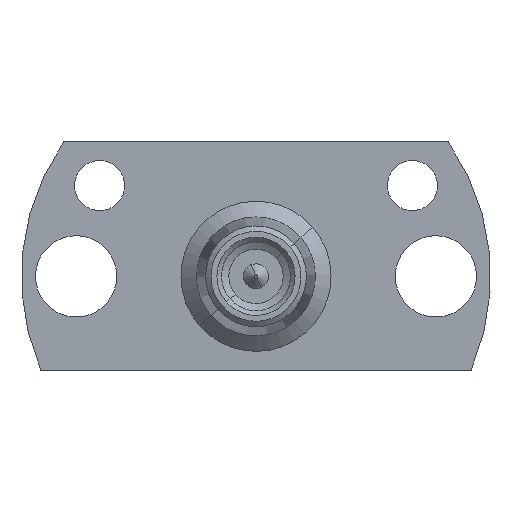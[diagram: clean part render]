
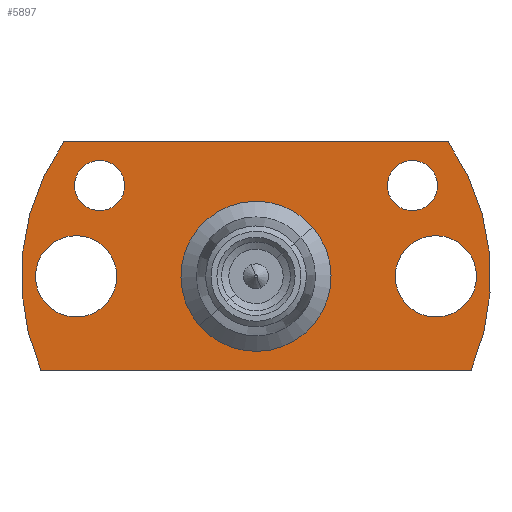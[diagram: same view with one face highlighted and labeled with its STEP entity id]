
A CAD part, left-side view. The second image highlights one B-rep face of the part: STEP entity #5897.
In plain terms, the highlighted planar face has unit normal (-1, 0, 0).
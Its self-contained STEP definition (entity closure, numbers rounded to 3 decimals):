
#237 = VERTEX_POINT ( 'NONE', #7013 ) ;
#490 = VERTEX_POINT ( 'NONE', #2130 ) ;
#588 = CARTESIAN_POINT ( 'NONE',  ( 14.538, -5.75, 1.3 ) ) ;
#699 = CARTESIAN_POINT ( 'NONE',  ( 14.538, 5., 2.9 ) ) ;
#735 = AXIS2_PLACEMENT_3D ( 'NONE', #11981, #9809, #6362 ) ;
#831 = ORIENTED_EDGE ( 'NONE', *, *, #11378, .T. ) ;
#863 = CARTESIAN_POINT ( 'NONE',  ( 14.538, 13.571, 4.3 ) ) ;
#936 = ORIENTED_EDGE ( 'NONE', *, *, #4092, .F. ) ;
#1022 = DIRECTION ( 'NONE',  ( 0., 0., -1. ) ) ;
#1047 = CARTESIAN_POINT ( 'NONE',  ( 14.538, 6.874, -3. ) ) ;
#1075 = CIRCLE ( 'NONE', #3879, 2.1 ) ;
#1158 = CARTESIAN_POINT ( 'NONE',  ( 14.538, -5.75, 0. ) ) ;
#1193 = DIRECTION ( 'NONE',  ( 0., 0., -1. ) ) ;
#1261 = EDGE_LOOP ( 'NONE', ( #13798, #10140, #9244, #831 ) ) ;
#1306 = VERTEX_POINT ( 'NONE', #6433 ) ;
#1509 = CIRCLE ( 'NONE', #5219, 0.8 ) ;
#1744 = EDGE_CURVE ( 'NONE', #5315, #3886, #3859, .T. ) ;
#1852 = EDGE_LOOP ( 'NONE', ( #4751, #9370 ) ) ;
#1913 = FACE_BOUND ( 'NONE', #9776, .T. ) ;
#1932 = AXIS2_PLACEMENT_3D ( 'NONE', #4640, #9108, #13546 ) ;
#1993 = VERTEX_POINT ( 'NONE', #4633 ) ;
#1997 = VECTOR ( 'NONE', #8127, 1000. ) ;
#2012 = DIRECTION ( 'NONE',  ( -1., 0., 0. ) ) ;
#2084 = CARTESIAN_POINT ( 'NONE',  ( 14.538, 5.75, -1.3 ) ) ;
#2130 = CARTESIAN_POINT ( 'NONE',  ( 14.538, 6.145, 4.3 ) ) ;
#2203 = AXIS2_PLACEMENT_3D ( 'NONE', #10889, #3005, #11024 ) ;
#2230 = VERTEX_POINT ( 'NONE', #1047 ) ;
#2235 = VERTEX_POINT ( 'NONE', #13023 ) ;
#2240 = EDGE_CURVE ( 'NONE', #3886, #5315, #7780, .T. ) ;
#2832 = AXIS2_PLACEMENT_3D ( 'NONE', #8577, #5344, #9804 ) ;
#2839 = AXIS2_PLACEMENT_3D ( 'NONE', #699, #2012, #10891 ) ;
#2840 = AXIS2_PLACEMENT_3D ( 'NONE', #6486, #11005, #8989 ) ;
#3005 = DIRECTION ( 'NONE',  ( -1., 0., 0. ) ) ;
#3031 = DIRECTION ( 'NONE',  ( 0., 1., 0. ) ) ;
#3287 = CARTESIAN_POINT ( 'NONE',  ( 14.538, -5.75, -1.3 ) ) ;
#3603 = CARTESIAN_POINT ( 'NONE',  ( 14.538, 13.571, -3. ) ) ;
#3754 = ORIENTED_EDGE ( 'NONE', *, *, #2240, .F. ) ;
#3859 = CIRCLE ( 'NONE', #6176, 1.3 ) ;
#3879 = AXIS2_PLACEMENT_3D ( 'NONE', #10857, #7642, #9991 ) ;
#3886 = VERTEX_POINT ( 'NONE', #3287 ) ;
#4092 = EDGE_CURVE ( 'NONE', #10509, #2235, #1075, .T. ) ;
#4182 = CARTESIAN_POINT ( 'NONE',  ( 14.538, 0., 2.1 ) ) ;
#4633 = CARTESIAN_POINT ( 'NONE',  ( 14.538, 5.75, 1.3 ) ) ;
#4640 = CARTESIAN_POINT ( 'NONE',  ( 14.538, 0., 0. ) ) ;
#4700 = LINE ( 'NONE', #3603, #1997 ) ;
#4717 = DIRECTION ( 'NONE',  ( 0., 0., -1. ) ) ;
#4751 = ORIENTED_EDGE ( 'NONE', *, *, #10426, .F. ) ;
#4950 = CIRCLE ( 'NONE', #1932, 7.5 ) ;
#5219 = AXIS2_PLACEMENT_3D ( 'NONE', #6901, #13488, #4717 ) ;
#5315 = VERTEX_POINT ( 'NONE', #588 ) ;
#5316 = ORIENTED_EDGE ( 'NONE', *, *, #7125, .F. ) ;
#5344 = DIRECTION ( 'NONE',  ( -1., 0., 0. ) ) ;
#5897 = ADVANCED_FACE ( 'NONE', ( #1913, #6333, #9586, #9717, #14017, #10593 ), #8483, .F. ) ;
#6117 = VERTEX_POINT ( 'NONE', #9506 ) ;
#6176 = AXIS2_PLACEMENT_3D ( 'NONE', #1158, #13504, #6633 ) ;
#6217 = DIRECTION ( 'NONE',  ( -1., 0., 0. ) ) ;
#6329 = AXIS2_PLACEMENT_3D ( 'NONE', #9928, #6699, #1022 ) ;
#6333 = FACE_BOUND ( 'NONE', #12776, .T. ) ;
#6362 = DIRECTION ( 'NONE',  ( 0., 0., -1. ) ) ;
#6423 = EDGE_CURVE ( 'NONE', #1306, #11871, #10281, .T. ) ;
#6433 = CARTESIAN_POINT ( 'NONE',  ( 14.538, -5., 2.1 ) ) ;
#6486 = CARTESIAN_POINT ( 'NONE',  ( 14.538, 0., 0. ) ) ;
#6490 = EDGE_CURVE ( 'NONE', #13612, #237, #9129, .T. ) ;
#6592 = CARTESIAN_POINT ( 'NONE',  ( 14.538, 5.75, 0. ) ) ;
#6633 = DIRECTION ( 'NONE',  ( 0., 0., -1. ) ) ;
#6699 = DIRECTION ( 'NONE',  ( 1., 0., 0. ) ) ;
#6730 = DIRECTION ( 'NONE',  ( -1., 0., 0. ) ) ;
#6901 = CARTESIAN_POINT ( 'NONE',  ( 14.538, 5., 2.9 ) ) ;
#7013 = CARTESIAN_POINT ( 'NONE',  ( 14.538, -6.145, 4.3 ) ) ;
#7125 = EDGE_CURVE ( 'NONE', #2235, #10509, #12629, .T. ) ;
#7395 = CARTESIAN_POINT ( 'NONE',  ( 14.538, 5.75, 0. ) ) ;
#7642 = DIRECTION ( 'NONE',  ( -1., 0., 0. ) ) ;
#7780 = CIRCLE ( 'NONE', #2203, 1.3 ) ;
#8037 = EDGE_LOOP ( 'NONE', ( #936, #5316 ) ) ;
#8127 = DIRECTION ( 'NONE',  ( 0., -1., 0. ) ) ;
#8255 = AXIS2_PLACEMENT_3D ( 'NONE', #6592, #6730, #1193 ) ;
#8483 = PLANE ( 'NONE',  #6329 ) ;
#8577 = CARTESIAN_POINT ( 'NONE',  ( 14.538, 0., 0. ) ) ;
#8642 = EDGE_LOOP ( 'NONE', ( #9262, #9135 ) ) ;
#8656 = DIRECTION ( 'NONE',  ( -1., 0., 0. ) ) ;
#8848 = CARTESIAN_POINT ( 'NONE',  ( 14.538, -5., 3.7 ) ) ;
#8921 = ORIENTED_EDGE ( 'NONE', *, *, #10488, .F. ) ;
#8989 = DIRECTION ( 'NONE',  ( 0., 0., 1. ) ) ;
#9108 = DIRECTION ( 'NONE',  ( -1., 0., 0. ) ) ;
#9129 = CIRCLE ( 'NONE', #2832, 7.5 ) ;
#9135 = ORIENTED_EDGE ( 'NONE', *, *, #12423, .F. ) ;
#9244 = ORIENTED_EDGE ( 'NONE', *, *, #12949, .T. ) ;
#9262 = ORIENTED_EDGE ( 'NONE', *, *, #13420, .F. ) ;
#9370 = ORIENTED_EDGE ( 'NONE', *, *, #13015, .F. ) ;
#9506 = CARTESIAN_POINT ( 'NONE',  ( 14.538, 5., 2.1 ) ) ;
#9546 = DIRECTION ( 'NONE',  ( 0., 0., -1. ) ) ;
#9586 = FACE_BOUND ( 'NONE', #1852, .T. ) ;
#9717 = FACE_BOUND ( 'NONE', #8642, .T. ) ;
#9776 = EDGE_LOOP ( 'NONE', ( #8921, #12918 ) ) ;
#9804 = DIRECTION ( 'NONE',  ( 0., 0., 1. ) ) ;
#9809 = DIRECTION ( 'NONE',  ( -1., 0., 0. ) ) ;
#9831 = CIRCLE ( 'NONE', #735, 0.8 ) ;
#9928 = CARTESIAN_POINT ( 'NONE',  ( 14.538, 2.1, 0. ) ) ;
#9991 = DIRECTION ( 'NONE',  ( 0., 0., 1. ) ) ;
#10140 = ORIENTED_EDGE ( 'NONE', *, *, #6490, .T. ) ;
#10281 = CIRCLE ( 'NONE', #14015, 0.8 ) ;
#10426 = EDGE_CURVE ( 'NONE', #13369, #6117, #13323, .T. ) ;
#10488 = EDGE_CURVE ( 'NONE', #11871, #1306, #9831, .T. ) ;
#10509 = VERTEX_POINT ( 'NONE', #4182 ) ;
#10593 = FACE_BOUND ( 'NONE', #8037, .T. ) ;
#10802 = VECTOR ( 'NONE', #3031, 1000. ) ;
#10823 = CARTESIAN_POINT ( 'NONE',  ( 14.538, 5., 3.7 ) ) ;
#10857 = CARTESIAN_POINT ( 'NONE',  ( 14.538, 0., 0. ) ) ;
#10886 = CARTESIAN_POINT ( 'NONE',  ( 14.538, -5., 2.9 ) ) ;
#10889 = CARTESIAN_POINT ( 'NONE',  ( 14.538, -5.75, 0. ) ) ;
#10891 = DIRECTION ( 'NONE',  ( 0., 0., -1. ) ) ;
#11005 = DIRECTION ( 'NONE',  ( -1., 0., 0. ) ) ;
#11024 = DIRECTION ( 'NONE',  ( 0., 0., -1. ) ) ;
#11267 = CIRCLE ( 'NONE', #12695, 1.3 ) ;
#11378 = EDGE_CURVE ( 'NONE', #490, #2230, #4950, .T. ) ;
#11871 = VERTEX_POINT ( 'NONE', #8848 ) ;
#11981 = CARTESIAN_POINT ( 'NONE',  ( 14.538, -5., 2.9 ) ) ;
#12423 = EDGE_CURVE ( 'NONE', #13258, #1993, #12941, .T. ) ;
#12629 = CIRCLE ( 'NONE', #2840, 2.1 ) ;
#12695 = AXIS2_PLACEMENT_3D ( 'NONE', #7395, #8656, #13102 ) ;
#12776 = EDGE_LOOP ( 'NONE', ( #13438, #3754 ) ) ;
#12918 = ORIENTED_EDGE ( 'NONE', *, *, #6423, .F. ) ;
#12941 = CIRCLE ( 'NONE', #8255, 1.3 ) ;
#12949 = EDGE_CURVE ( 'NONE', #237, #490, #13048, .T. ) ;
#13015 = EDGE_CURVE ( 'NONE', #6117, #13369, #1509, .T. ) ;
#13023 = CARTESIAN_POINT ( 'NONE',  ( 14.538, 0., -2.1 ) ) ;
#13048 = LINE ( 'NONE', #863, #10802 ) ;
#13102 = DIRECTION ( 'NONE',  ( 0., 0., -1. ) ) ;
#13258 = VERTEX_POINT ( 'NONE', #2084 ) ;
#13323 = CIRCLE ( 'NONE', #2839, 0.8 ) ;
#13369 = VERTEX_POINT ( 'NONE', #10823 ) ;
#13420 = EDGE_CURVE ( 'NONE', #1993, #13258, #11267, .T. ) ;
#13438 = ORIENTED_EDGE ( 'NONE', *, *, #1744, .F. ) ;
#13488 = DIRECTION ( 'NONE',  ( -1., 0., 0. ) ) ;
#13504 = DIRECTION ( 'NONE',  ( -1., 0., 0. ) ) ;
#13546 = DIRECTION ( 'NONE',  ( 0., 0., 1. ) ) ;
#13612 = VERTEX_POINT ( 'NONE', #14314 ) ;
#13798 = ORIENTED_EDGE ( 'NONE', *, *, #14081, .T. ) ;
#14015 = AXIS2_PLACEMENT_3D ( 'NONE', #10886, #6217, #9546 ) ;
#14017 = FACE_OUTER_BOUND ( 'NONE', #1261, .T. ) ;
#14081 = EDGE_CURVE ( 'NONE', #2230, #13612, #4700, .T. ) ;
#14314 = CARTESIAN_POINT ( 'NONE',  ( 14.538, -6.874, -3. ) ) ;
